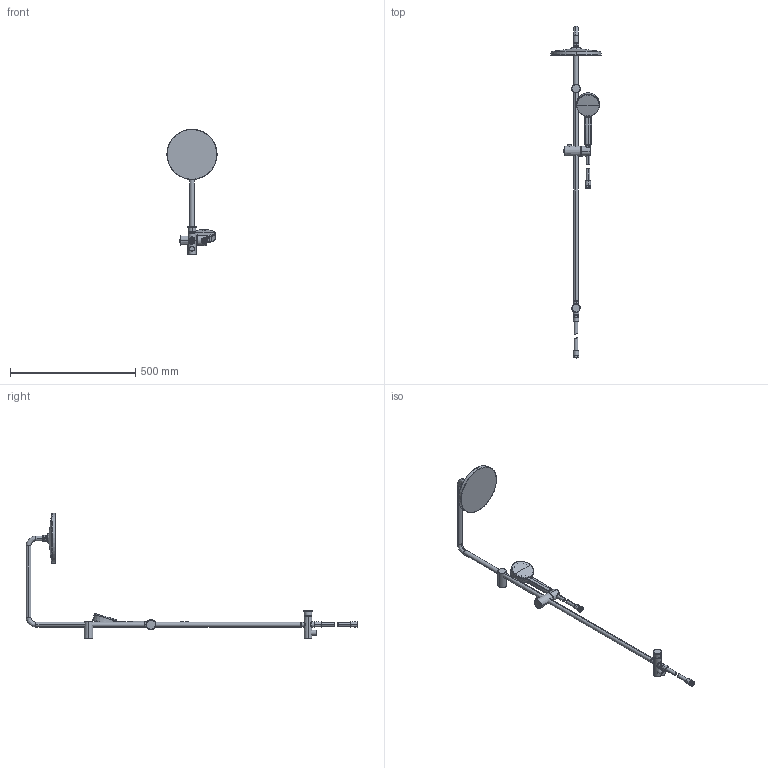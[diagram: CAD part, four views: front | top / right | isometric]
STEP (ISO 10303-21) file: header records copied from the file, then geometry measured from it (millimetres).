
FILE_DESCRIPTION (( 'STEP AP203' ), '1' );
FILE_NAME ('55380130(2022).STEP', '2022-10-20T08:04:46', ( '' ), ( '' ), 'SwSTEP 2.0', 'SolidWorks 2016', '' );
FILE_SCHEMA (( 'CONFIG_CONTROL_DESIGN' ));
Length unit declared in the file: millimetre
Products named in the file (1): 55380130(2022)
Bounding box: 199.95 x 1324.42 x 500.17 mm (x, y, z)
Volume: 1642978.7 mm3; surface area: 298433.6 mm2
Topology: 22 solids, 22 shells, 563 faces, 1302 edges, 791 vertices
Faces by surface type: bspline 244, cylinder 155, plane 85, torus 40, cone 39
Entity records: 33788 total; most frequent: CARTESIAN_POINT 22733, ORIENTED_EDGE 2564, DIRECTION 1894, EDGE_CURVE 1282, AXIS2_PLACEMENT_3D 834, VERTEX_POINT 792, EDGE_LOOP 610, ADVANCED_FACE 563
